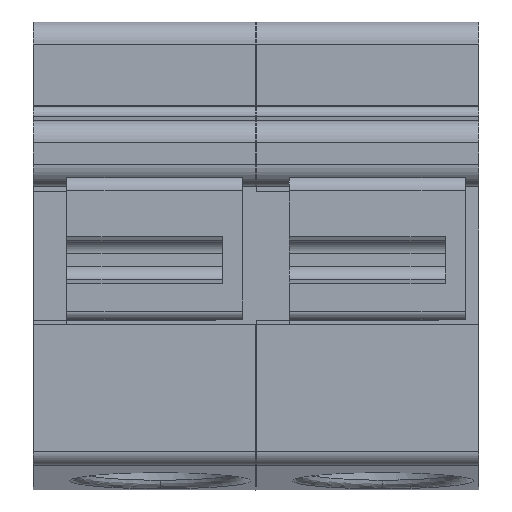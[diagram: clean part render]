
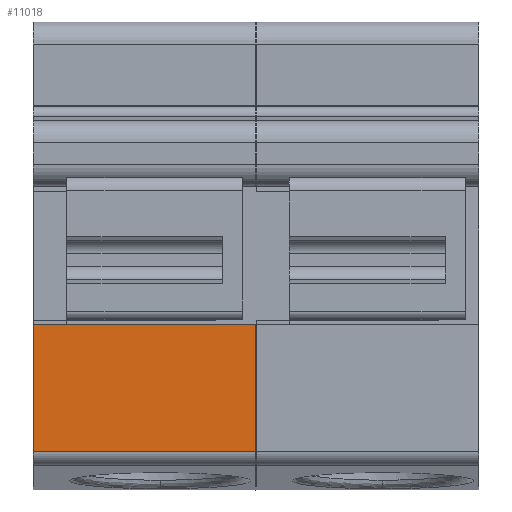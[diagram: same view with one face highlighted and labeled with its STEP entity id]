
A CAD part, top view. The second image highlights one B-rep face of the part: STEP entity #11018.
In plain terms, the highlighted planar face has unit normal (0, 0, 1).
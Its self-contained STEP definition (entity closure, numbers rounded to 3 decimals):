
#435=PLANE('',#11779);
#1374=LINE('',#18019,#2665);
#1416=LINE('',#18124,#2707);
#1422=LINE('',#18137,#2713);
#1423=LINE('',#18138,#2714);
#2665=VECTOR('',#13695,1000.);
#2707=VECTOR('',#13789,1000.);
#2713=VECTOR('',#13797,1000.);
#2714=VECTOR('',#13798,1000.);
#5016=ORIENTED_EDGE('',*,*,#7295,.T.);
#5017=ORIENTED_EDGE('',*,*,#7353,.T.);
#5018=ORIENTED_EDGE('',*,*,#7347,.F.);
#5019=ORIENTED_EDGE('',*,*,#7354,.F.);
#7295=EDGE_CURVE('',#8614,#8612,#1374,.T.);
#7347=EDGE_CURVE('',#8651,#8652,#1416,.T.);
#7353=EDGE_CURVE('',#8612,#8652,#1422,.T.);
#7354=EDGE_CURVE('',#8614,#8651,#1423,.T.);
#8612=VERTEX_POINT('',#18017);
#8614=VERTEX_POINT('',#18020);
#8651=VERTEX_POINT('',#18125);
#8652=VERTEX_POINT('',#18126);
#9627=EDGE_LOOP('',(#5016,#5017,#5018,#5019));
#10296=FACE_BOUND('',#9627,.T.);
#11018=ADVANCED_FACE('',(#10296),#435,.T.);
#11779=AXIS2_PLACEMENT_3D('',#18136,#13795,#13796);
#13695=DIRECTION('',(1.,0.,0.));
#13789=DIRECTION('',(1.,0.,0.));
#13795=DIRECTION('',(0.,0.,1.));
#13796=DIRECTION('',(1.,0.,0.));
#13797=DIRECTION('',(0.,1.,0.));
#13798=DIRECTION('',(0.,1.,0.));
#18017=CARTESIAN_POINT('',(5.,-1.206,10.1));
#18019=CARTESIAN_POINT('',(0.,-1.206,10.1));
#18020=CARTESIAN_POINT('',(0.,-1.206,10.1));
#18124=CARTESIAN_POINT('',(0.,1.65,10.1));
#18125=CARTESIAN_POINT('',(0.,1.65,10.1));
#18126=CARTESIAN_POINT('',(5.,1.65,10.1));
#18136=CARTESIAN_POINT('',(-0.125,-1.278,10.1));
#18137=CARTESIAN_POINT('',(5.,-1.206,10.1));
#18138=CARTESIAN_POINT('',(0.,8.543,10.1));
